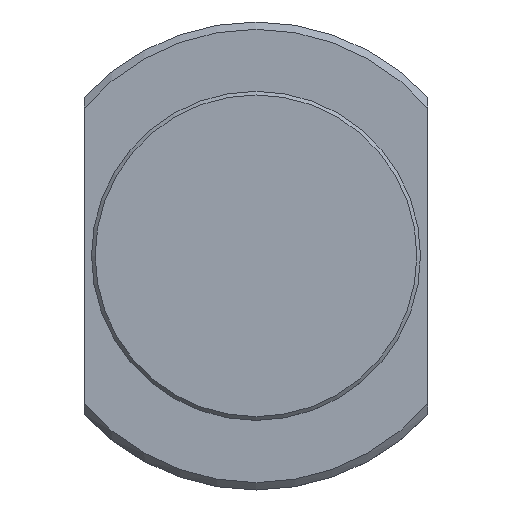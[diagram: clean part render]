
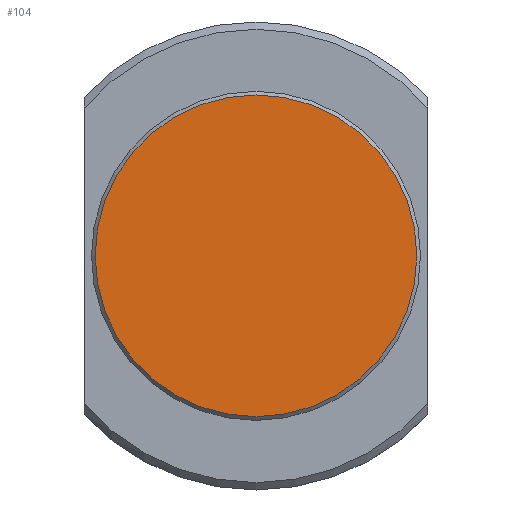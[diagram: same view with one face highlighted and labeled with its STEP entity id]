
A CAD part, top view. The second image highlights one B-rep face of the part: STEP entity #104.
In plain terms, the highlighted planar face has unit normal (0, 0, 1).
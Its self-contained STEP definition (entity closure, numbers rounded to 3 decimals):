
#81=PLANE('',#537);
#104=ADVANCED_FACE('',(#136),#81,.F.);
#136=FACE_OUTER_BOUND('',#166,.T.);
#166=EDGE_LOOP('',(#335));
#211=CIRCLE('',#536,22.);
#335=ORIENTED_EDGE('',*,*,#475,.T.);
#414=VERTEX_POINT('',#871);
#475=EDGE_CURVE('',#414,#414,#211,.T.);
#536=AXIS2_PLACEMENT_3D('',#870,#656,#657);
#537=AXIS2_PLACEMENT_3D('',#872,#658,#659);
#656=DIRECTION('',(0.,0.,1.));
#657=DIRECTION('',(-1.,0.,0.));
#658=DIRECTION('',(0.,0.,-1.));
#659=DIRECTION('',(1.,0.,0.));
#870=CARTESIAN_POINT('',(0.,0.,16.));
#871=CARTESIAN_POINT('',(-22.,0.,16.));
#872=CARTESIAN_POINT('',(0.,22.5,16.));
